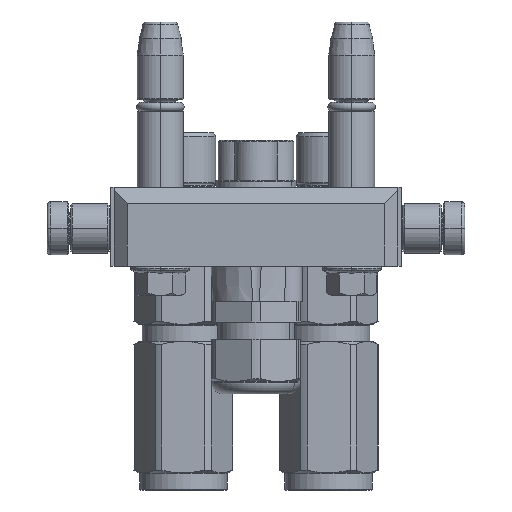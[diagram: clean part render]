
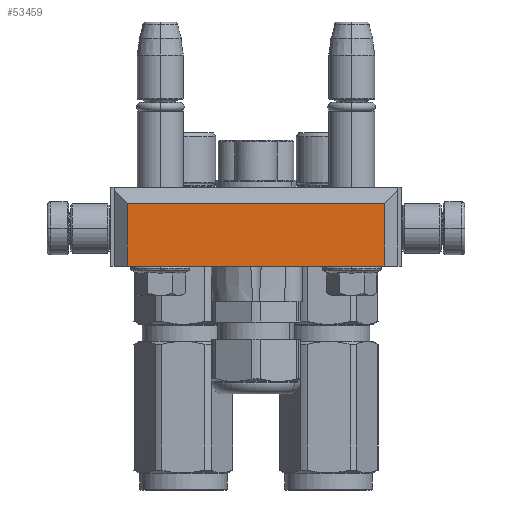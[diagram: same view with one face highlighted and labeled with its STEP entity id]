
A CAD part, left-side view. The second image highlights one B-rep face of the part: STEP entity #53459.
In plain terms, the highlighted face is planar.
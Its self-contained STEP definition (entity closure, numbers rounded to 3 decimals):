
#4388 = CARTESIAN_POINT ( 'NONE',  ( -39., 42.75, 5. ) ) ;
#4680 = ORIENTED_EDGE ( 'NONE', *, *, #48061, .T. ) ;
#5024 = CARTESIAN_POINT ( 'NONE',  ( 39., 42.75, 24. ) ) ;
#5988 = DIRECTION ( 'NONE',  ( -1., 0., 0. ) ) ;
#11938 = FACE_OUTER_BOUND ( 'NONE', #26021, .T. ) ;
#12315 = CARTESIAN_POINT ( 'NONE',  ( 39., 42.75, 24. ) ) ;
#13127 = EDGE_CURVE ( 'NONE', #15015, #31298, #41286, .T. ) ;
#15015 = VERTEX_POINT ( 'NONE', #15603 ) ;
#15595 = LINE ( 'NONE', #57277, #52926 ) ;
#15603 = CARTESIAN_POINT ( 'NONE',  ( 39., 42.75, 24. ) ) ;
#16621 = VERTEX_POINT ( 'NONE', #4388 ) ;
#19947 = CARTESIAN_POINT ( 'NONE',  ( 44., 42.75, 0. ) ) ;
#22996 = CARTESIAN_POINT ( 'NONE',  ( 39., 42.75, 5. ) ) ;
#23738 = LINE ( 'NONE', #12315, #49101 ) ;
#26021 = EDGE_LOOP ( 'NONE', ( #47209, #4680, #47454, #48093 ) ) ;
#31298 = VERTEX_POINT ( 'NONE', #45228 ) ;
#31444 = VECTOR ( 'NONE', #49278, 1000. ) ;
#31807 = VECTOR ( 'NONE', #55969, 1000. ) ;
#35025 = AXIS2_PLACEMENT_3D ( 'NONE', #19947, #56339, #5988 ) ;
#38413 = EDGE_CURVE ( 'NONE', #31298, #16621, #15595, .T. ) ;
#41286 = LINE ( 'NONE', #5024, #31444 ) ;
#42152 = PLANE ( 'NONE',  #35025 ) ;
#42358 = CARTESIAN_POINT ( 'NONE',  ( -39., 42.75, 5. ) ) ;
#45228 = CARTESIAN_POINT ( 'NONE',  ( -39., 42.75, 24. ) ) ;
#47164 = VERTEX_POINT ( 'NONE', #22996 ) ;
#47209 = ORIENTED_EDGE ( 'NONE', *, *, #13127, .F. ) ;
#47454 = ORIENTED_EDGE ( 'NONE', *, *, #57387, .F. ) ;
#47995 = LINE ( 'NONE', #42358, #31807 ) ;
#48061 = EDGE_CURVE ( 'NONE', #15015, #47164, #23738, .T. ) ;
#48093 = ORIENTED_EDGE ( 'NONE', *, *, #38413, .F. ) ;
#49101 = VECTOR ( 'NONE', #57547, 1000. ) ;
#49278 = DIRECTION ( 'NONE',  ( -1., 0., 0. ) ) ;
#52926 = VECTOR ( 'NONE', #57095, 1000. ) ;
#53459 = ADVANCED_FACE ( 'NONE', ( #11938 ), #42152, .T. ) ;
#55969 = DIRECTION ( 'NONE',  ( 1., 0., 0. ) ) ;
#56339 = DIRECTION ( 'NONE',  ( 0., 1., 0. ) ) ;
#57095 = DIRECTION ( 'NONE',  ( 0., 0., -1. ) ) ;
#57277 = CARTESIAN_POINT ( 'NONE',  ( -39., 42.75, 24. ) ) ;
#57387 = EDGE_CURVE ( 'NONE', #16621, #47164, #47995, .T. ) ;
#57547 = DIRECTION ( 'NONE',  ( 0., 0., -1. ) ) ;
